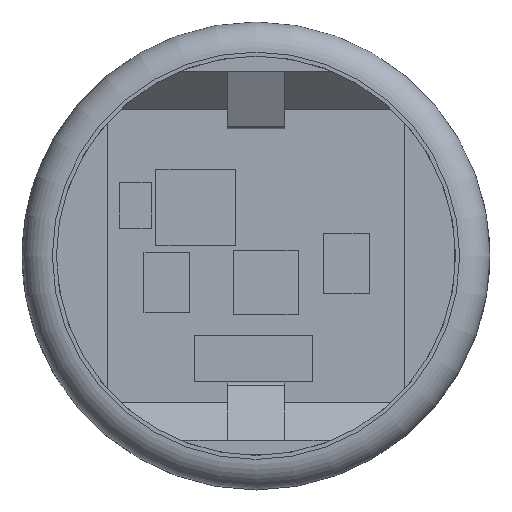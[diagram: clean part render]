
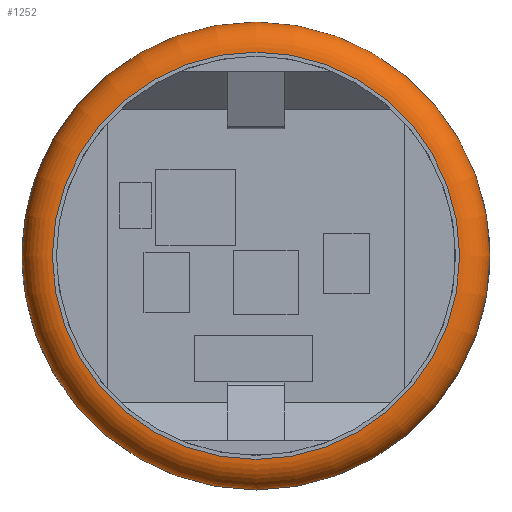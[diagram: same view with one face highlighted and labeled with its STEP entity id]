
A CAD part, top view. The second image highlights one B-rep face of the part: STEP entity #1252.
In plain terms, the highlighted toroidal (fillet/blend) face has major radius 10.712 mm and minor radius 1.588 mm.
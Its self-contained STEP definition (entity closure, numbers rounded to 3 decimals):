
#381=FACE_OUTER_BOUND('',#452,.T.);
#452=EDGE_LOOP('',(#876,#877,#878,#879,#880));
#531=CIRCLE('',#1338,12.3);
#532=CIRCLE('',#1339,1.588);
#533=CIRCLE('',#1340,10.712);
#534=CIRCLE('',#1341,12.3);
#567=VERTEX_POINT('',#1812);
#568=VERTEX_POINT('',#1813);
#569=VERTEX_POINT('',#1815);
#689=EDGE_CURVE('',#567,#568,#531,.T.);
#690=EDGE_CURVE('',#568,#569,#532,.T.);
#691=EDGE_CURVE('',#569,#569,#533,.T.);
#692=EDGE_CURVE('',#568,#567,#534,.T.);
#876=ORIENTED_EDGE('',*,*,#689,.T.);
#877=ORIENTED_EDGE('',*,*,#690,.T.);
#878=ORIENTED_EDGE('',*,*,#691,.T.);
#879=ORIENTED_EDGE('',*,*,#690,.F.);
#880=ORIENTED_EDGE('',*,*,#692,.T.);
#1250=TOROIDAL_SURFACE('',#1337,10.712,1.588);
#1252=ADVANCED_FACE('',(#381),#1250,.T.);
#1337=AXIS2_PLACEMENT_3D('',#1811,#1450,#1451);
#1338=AXIS2_PLACEMENT_3D('',#1814,#1452,#1453);
#1339=AXIS2_PLACEMENT_3D('',#1816,#1454,#1455);
#1340=AXIS2_PLACEMENT_3D('',#1817,#1456,#1457);
#1341=AXIS2_PLACEMENT_3D('',#1818,#1458,#1459);
#1450=DIRECTION('center_axis',(0.,0.,-1.));
#1451=DIRECTION('ref_axis',(-1.,0.,0.));
#1452=DIRECTION('center_axis',(0.,0.,1.));
#1453=DIRECTION('ref_axis',(-1.,0.,0.));
#1454=DIRECTION('center_axis',(0.,-1.,0.));
#1455=DIRECTION('ref_axis',(1.,0.,0.));
#1456=DIRECTION('center_axis',(0.,0.,-1.));
#1457=DIRECTION('ref_axis',(-1.,0.,0.));
#1458=DIRECTION('center_axis',(0.,0.,1.));
#1459=DIRECTION('ref_axis',(-1.,0.,0.));
#1811=CARTESIAN_POINT('Origin',(0.,0.,-0.488));
#1812=CARTESIAN_POINT('',(-12.3,0.,-0.488));
#1813=CARTESIAN_POINT('',(12.3,0.,-0.488));
#1814=CARTESIAN_POINT('Origin',(0.,0.,-0.488));
#1815=CARTESIAN_POINT('',(10.712,0.,1.1));
#1816=CARTESIAN_POINT('Origin',(10.712,0.,-0.488));
#1817=CARTESIAN_POINT('Origin',(0.,0.,1.1));
#1818=CARTESIAN_POINT('Origin',(0.,0.,-0.488));
